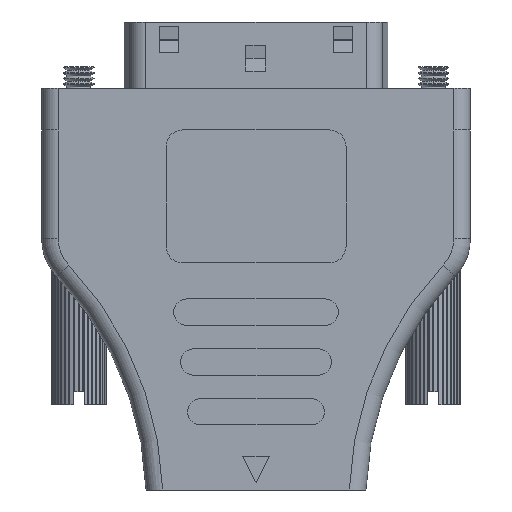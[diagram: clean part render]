
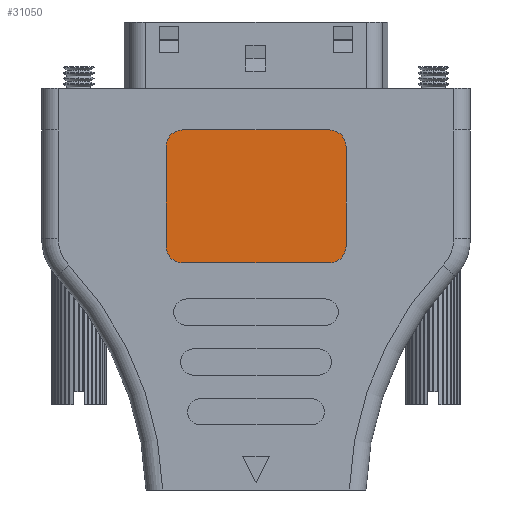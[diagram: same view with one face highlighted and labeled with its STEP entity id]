
A CAD part, front view. The second image highlights one B-rep face of the part: STEP entity #31050.
In plain terms, the highlighted planar face has unit normal (0, -1, 0).
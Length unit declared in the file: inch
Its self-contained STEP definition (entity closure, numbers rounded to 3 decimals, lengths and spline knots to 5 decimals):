
#13044 = CARTESIAN_POINT ( 'NONE',  ( 0.325, -0.285, 0.23 ) ) ;
#13045 = DIRECTION ( 'NONE',  ( 1., 0., 0. ) ) ;
#13046 = VECTOR ( 'NONE', #13045, 39.37008 ) ;
#13047 = CARTESIAN_POINT ( 'NONE',  ( -0.265, -0.285, 0.65 ) ) ;
#13048 = LINE ( 'NONE', #13047, #13046 ) ;
#13260 = CARTESIAN_POINT ( 'NONE',  ( -0.265, -0.285, 0.59 ) ) ;
#13311 = CARTESIAN_POINT ( 'NONE',  ( -0.265, -0.285, 0.65 ) ) ;
#13316 = DIRECTION ( 'NONE',  ( 0., 0., -1. ) ) ;
#13317 = DIRECTION ( 'NONE',  ( 0., 1., 0. ) ) ;
#13318 = AXIS2_PLACEMENT_3D ( 'NONE', #13260, #13317, #13316 ) ;
#13319 = CIRCLE ( 'NONE', #13318, 0.06 ) ;
#13322 = DIRECTION ( 'NONE',  ( -1., 0., 0. ) ) ;
#13323 = VECTOR ( 'NONE', #13322, 39.37008 ) ;
#13324 = CARTESIAN_POINT ( 'NONE',  ( -0.265, -0.285, 0.17 ) ) ;
#13353 = LINE ( 'NONE', #13324, #13323 ) ;
#13774 = CARTESIAN_POINT ( 'NONE',  ( 0.265, -0.285, 0.17 ) ) ;
#16180 = CARTESIAN_POINT ( 'NONE',  ( -0.265, -0.285, 0.17 ) ) ;
#16215 = CARTESIAN_POINT ( 'NONE',  ( -0.325, -0.285, 0.23 ) ) ;
#16227 = DIRECTION ( 'NONE',  ( 0., 0., -1. ) ) ;
#16228 = DIRECTION ( 'NONE',  ( 0., 1., 0. ) ) ;
#16229 = CARTESIAN_POINT ( 'NONE',  ( -0.265, -0.285, 0.23 ) ) ;
#16230 = AXIS2_PLACEMENT_3D ( 'NONE', #16229, #16228, #16227 ) ;
#16231 = CIRCLE ( 'NONE', #16230, 0.06 ) ;
#16276 = CARTESIAN_POINT ( 'NONE',  ( -0.325, -0.285, 0.59 ) ) ;
#16384 = DIRECTION ( 'NONE',  ( 0., 0., 1. ) ) ;
#16385 = VECTOR ( 'NONE', #16384, 39.37008 ) ;
#16386 = CARTESIAN_POINT ( 'NONE',  ( -0.325, -0.285, 0.23 ) ) ;
#16387 = LINE ( 'NONE', #16386, #16385 ) ;
#18261 = DIRECTION ( 'NONE',  ( 0., 0., -1. ) ) ;
#18262 = VECTOR ( 'NONE', #18261, 39.37008 ) ;
#18263 = CARTESIAN_POINT ( 'NONE',  ( 0.325, -0.285, 0.23 ) ) ;
#18264 = LINE ( 'NONE', #18263, #18262 ) ;
#18265 = DIRECTION ( 'NONE',  ( 0., 0., -1. ) ) ;
#18266 = DIRECTION ( 'NONE',  ( 0., 1., 0. ) ) ;
#18267 = CARTESIAN_POINT ( 'NONE',  ( 0.265, -0.285, 0.59 ) ) ;
#18268 = AXIS2_PLACEMENT_3D ( 'NONE', #18267, #18266, #18265 ) ;
#18269 = CIRCLE ( 'NONE', #18268, 0.06 ) ;
#18280 = CARTESIAN_POINT ( 'NONE',  ( 0.325, -0.285, 0.59 ) ) ;
#18326 = CARTESIAN_POINT ( 'NONE',  ( 0.265, -0.285, 0.65 ) ) ;
#24328 = EDGE_CURVE ( 'NONE', #24493, #29590, #13048, .T. ) ;
#24329 = VERTEX_POINT ( 'NONE', #13044 ) ;
#24489 = EDGE_CURVE ( 'NONE', #28710, #24493, #13319, .T. ) ;
#24493 = VERTEX_POINT ( 'NONE', #13311 ) ;
#24527 = EDGE_CURVE ( 'NONE', #24606, #28525, #13353, .T. ) ;
#24536 = ORIENTED_EDGE ( 'NONE', *, *, #24527, .F. ) ;
#24606 = VERTEX_POINT ( 'NONE', #13774 ) ;
#24612 = ORIENTED_EDGE ( 'NONE', *, *, #28821, .F. ) ;
#28525 = VERTEX_POINT ( 'NONE', #16180 ) ;
#28613 = EDGE_CURVE ( 'NONE', #28525, #28679, #16231, .T. ) ;
#28679 = VERTEX_POINT ( 'NONE', #16215 ) ;
#28710 = VERTEX_POINT ( 'NONE', #16276 ) ;
#28821 = EDGE_CURVE ( 'NONE', #28679, #28710, #16387, .T. ) ;
#29547 = VERTEX_POINT ( 'NONE', #18280 ) ;
#29556 = EDGE_CURVE ( 'NONE', #29590, #29547, #18269, .T. ) ;
#29559 = EDGE_CURVE ( 'NONE', #29547, #24329, #18264, .T. ) ;
#29590 = VERTEX_POINT ( 'NONE', #18326 ) ;
#31050 = ADVANCED_FACE ( 'NONE', ( #31895 ), #31894, .F. ) ;
#31059 = ORIENTED_EDGE ( 'NONE', *, *, #28613, .F. ) ;
#31060 = ORIENTED_EDGE ( 'NONE', *, *, #29556, .F. ) ;
#31061 = EDGE_CURVE ( 'NONE', #24329, #24606, #31943, .T. ) ;
#31063 = ORIENTED_EDGE ( 'NONE', *, *, #29559, .F. ) ;
#31408 = ORIENTED_EDGE ( 'NONE', *, *, #24489, .F. ) ;
#31418 = ORIENTED_EDGE ( 'NONE', *, *, #31061, .F. ) ;
#31422 = EDGE_LOOP ( 'NONE', ( #31059, #24536, #31418, #31063, #31060, #31423, #31408, #24612 ) ) ;
#31423 = ORIENTED_EDGE ( 'NONE', *, *, #24328, .F. ) ;
#31889 = DIRECTION ( 'NONE',  ( 0., 0., -1. ) ) ;
#31890 = DIRECTION ( 'NONE',  ( 0., 1., 0. ) ) ;
#31891 = CARTESIAN_POINT ( 'NONE',  ( -0.265, -0.285, 0.23 ) ) ;
#31892 = AXIS2_PLACEMENT_3D ( 'NONE', #31891, #31890, #31889 ) ;
#31894 = PLANE ( 'NONE',  #31892 ) ;
#31895 = FACE_OUTER_BOUND ( 'NONE', #31422, .T. ) ;
#31934 = DIRECTION ( 'NONE',  ( 0., 0., 1. ) ) ;
#31935 = DIRECTION ( 'NONE',  ( 0., 1., 0. ) ) ;
#31936 = CARTESIAN_POINT ( 'NONE',  ( 0.265, -0.285, 0.23 ) ) ;
#31937 = AXIS2_PLACEMENT_3D ( 'NONE', #31936, #31935, #31934 ) ;
#31943 = CIRCLE ( 'NONE', #31937, 0.06 ) ;
